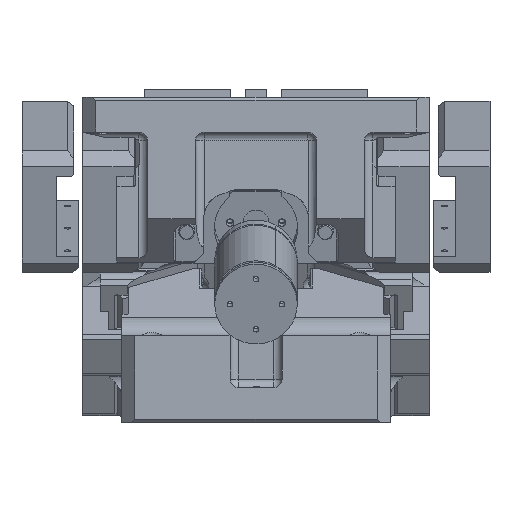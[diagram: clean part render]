
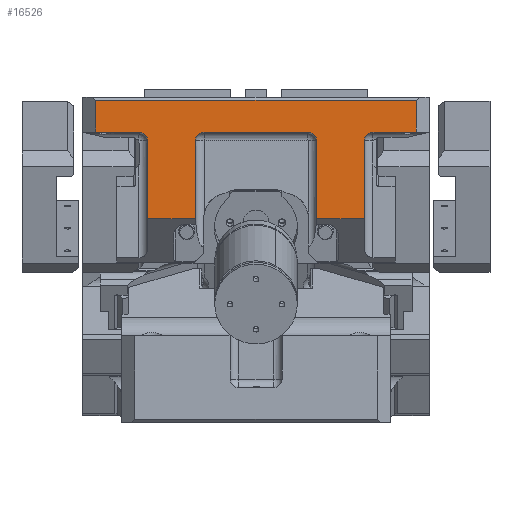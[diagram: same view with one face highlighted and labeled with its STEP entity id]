
A CAD part, left-side view. The second image highlights one B-rep face of the part: STEP entity #16526.
In plain terms, the highlighted planar face has unit normal (-1, 0, 0).
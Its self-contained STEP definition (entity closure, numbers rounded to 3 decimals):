
#16049=CARTESIAN_POINT('Vertex',(-340.,-70.,250.)) ;
#16056=CARTESIAN_POINT('Vertex',(-340.,-70.,160.)) ;
#16059=CARTESIAN_POINT('Line Origine',(-340.,-70.,205.)) ;
#16129=CARTESIAN_POINT('Vertex',(-340.,-125.,160.)) ;
#16132=CARTESIAN_POINT('Line Origine',(-340.,-97.5,160.)) ;
#16407=CARTESIAN_POINT('Axis2P3D Location',(-340.,0.,315.)) ;
#16412=CARTESIAN_POINT('Line Origine',(-340.,185.,278.25)) ;
#16416=CARTESIAN_POINT('Vertex',(-340.,185.,296.5)) ;
#16418=CARTESIAN_POINT('Vertex',(-340.,185.,260.)) ;
#16421=CARTESIAN_POINT('Line Origine',(-340.,160.,260.)) ;
#16425=CARTESIAN_POINT('Vertex',(-340.,135.,260.)) ;
#16428=CARTESIAN_POINT('Axis2P3D Location',(-340.,135.,250.)) ;
#16432=CARTESIAN_POINT('Vertex',(-340.,125.,250.)) ;
#16435=CARTESIAN_POINT('Line Origine',(-340.,125.,205.)) ;
#16439=CARTESIAN_POINT('Vertex',(-340.,125.,160.)) ;
#16442=CARTESIAN_POINT('Line Origine',(-340.,97.5,160.)) ;
#16446=CARTESIAN_POINT('Vertex',(-340.,70.,160.)) ;
#16449=CARTESIAN_POINT('Line Origine',(-340.,70.,205.)) ;
#16453=CARTESIAN_POINT('Vertex',(-340.,70.,250.)) ;
#16456=CARTESIAN_POINT('Axis2P3D Location',(-340.,60.,250.)) ;
#16460=CARTESIAN_POINT('Vertex',(-340.,60.,260.)) ;
#16463=CARTESIAN_POINT('Line Origine',(-340.,0.,260.)) ;
#16467=CARTESIAN_POINT('Vertex',(-340.,-60.,260.)) ;
#16470=CARTESIAN_POINT('Axis2P3D Location',(-340.,-60.,250.)) ;
#16475=CARTESIAN_POINT('Line Origine',(-340.,-125.,205.)) ;
#16479=CARTESIAN_POINT('Vertex',(-340.,-125.,250.)) ;
#16482=CARTESIAN_POINT('Axis2P3D Location',(-340.,-135.,250.)) ;
#16486=CARTESIAN_POINT('Vertex',(-340.,-135.,260.)) ;
#16489=CARTESIAN_POINT('Line Origine',(-340.,-160.,260.)) ;
#16493=CARTESIAN_POINT('Vertex',(-340.,-185.,260.)) ;
#16496=CARTESIAN_POINT('Line Origine',(-340.,-185.,278.25)) ;
#16500=CARTESIAN_POINT('Vertex',(-340.,-185.,296.5)) ;
#16503=CARTESIAN_POINT('Line Origine',(-340.,0.,296.5)) ;
#16060=DIRECTION('Vector Direction',(0.,0.,1.)) ;
#16133=DIRECTION('Vector Direction',(0.,1.,0.)) ;
#16408=DIRECTION('Axis2P3D Direction',(1.,0.,0.)) ;
#16409=DIRECTION('Axis2P3D XDirection',(0.,0.,-1.)) ;
#16413=DIRECTION('Vector Direction',(0.,0.,-1.)) ;
#16422=DIRECTION('Vector Direction',(0.,1.,0.)) ;
#16429=DIRECTION('Axis2P3D Direction',(1.,0.,0.)) ;
#16436=DIRECTION('Vector Direction',(0.,0.,1.)) ;
#16443=DIRECTION('Vector Direction',(0.,1.,0.)) ;
#16450=DIRECTION('Vector Direction',(0.,0.,1.)) ;
#16457=DIRECTION('Axis2P3D Direction',(1.,0.,0.)) ;
#16464=DIRECTION('Vector Direction',(0.,1.,0.)) ;
#16471=DIRECTION('Axis2P3D Direction',(1.,0.,0.)) ;
#16476=DIRECTION('Vector Direction',(0.,0.,1.)) ;
#16483=DIRECTION('Axis2P3D Direction',(1.,0.,0.)) ;
#16490=DIRECTION('Vector Direction',(0.,-1.,0.)) ;
#16497=DIRECTION('Vector Direction',(0.,0.,-1.)) ;
#16504=DIRECTION('Vector Direction',(0.,1.,0.)) ;
#16410=AXIS2_PLACEMENT_3D('Plane Axis2P3D',#16407,#16408,#16409) ;
#16430=AXIS2_PLACEMENT_3D('Circle Axis2P3D',#16428,#16429,$) ;
#16458=AXIS2_PLACEMENT_3D('Circle Axis2P3D',#16456,#16457,$) ;
#16472=AXIS2_PLACEMENT_3D('Circle Axis2P3D',#16470,#16471,$) ;
#16484=AXIS2_PLACEMENT_3D('Circle Axis2P3D',#16482,#16483,$) ;
#16509=ORIENTED_EDGE('',*,*,#16420,.T.) ;
#16510=ORIENTED_EDGE('',*,*,#16427,.F.) ;
#16511=ORIENTED_EDGE('',*,*,#16434,.T.) ;
#16512=ORIENTED_EDGE('',*,*,#16441,.F.) ;
#16513=ORIENTED_EDGE('',*,*,#16448,.F.) ;
#16514=ORIENTED_EDGE('',*,*,#16455,.T.) ;
#16515=ORIENTED_EDGE('',*,*,#16462,.T.) ;
#16516=ORIENTED_EDGE('',*,*,#16469,.F.) ;
#16517=ORIENTED_EDGE('',*,*,#16474,.T.) ;
#16518=ORIENTED_EDGE('',*,*,#16063,.F.) ;
#16519=ORIENTED_EDGE('',*,*,#16136,.F.) ;
#16520=ORIENTED_EDGE('',*,*,#16481,.T.) ;
#16521=ORIENTED_EDGE('',*,*,#16488,.T.) ;
#16522=ORIENTED_EDGE('',*,*,#16495,.T.) ;
#16523=ORIENTED_EDGE('',*,*,#16502,.F.) ;
#16524=ORIENTED_EDGE('',*,*,#16507,.F.) ;
#16061=VECTOR('Line Direction',#16060,1.) ;
#16134=VECTOR('Line Direction',#16133,1.) ;
#16414=VECTOR('Line Direction',#16413,1.) ;
#16423=VECTOR('Line Direction',#16422,1.) ;
#16437=VECTOR('Line Direction',#16436,1.) ;
#16444=VECTOR('Line Direction',#16443,1.) ;
#16451=VECTOR('Line Direction',#16450,1.) ;
#16465=VECTOR('Line Direction',#16464,1.) ;
#16477=VECTOR('Line Direction',#16476,1.) ;
#16491=VECTOR('Line Direction',#16490,1.) ;
#16498=VECTOR('Line Direction',#16497,1.) ;
#16505=VECTOR('Line Direction',#16504,1.) ;
#16526=ADVANCED_FACE('SCHIEBERBETT',(#16525),#16411,.F.) ;
#16431=CIRCLE('generated circle',#16430,10.) ;
#16459=CIRCLE('generated circle',#16458,10.) ;
#16473=CIRCLE('generated circle',#16472,10.) ;
#16485=CIRCLE('generated circle',#16484,10.) ;
#16063=EDGE_CURVE('',#16057,#16050,#16062,.T.) ;
#16136=EDGE_CURVE('',#16130,#16057,#16135,.T.) ;
#16420=EDGE_CURVE('',#16417,#16419,#16415,.T.) ;
#16427=EDGE_CURVE('',#16426,#16419,#16424,.T.) ;
#16434=EDGE_CURVE('',#16426,#16433,#16431,.T.) ;
#16441=EDGE_CURVE('',#16440,#16433,#16438,.T.) ;
#16448=EDGE_CURVE('',#16447,#16440,#16445,.T.) ;
#16455=EDGE_CURVE('',#16447,#16454,#16452,.T.) ;
#16462=EDGE_CURVE('',#16454,#16461,#16459,.T.) ;
#16469=EDGE_CURVE('',#16468,#16461,#16466,.T.) ;
#16474=EDGE_CURVE('',#16468,#16050,#16473,.T.) ;
#16481=EDGE_CURVE('',#16130,#16480,#16478,.T.) ;
#16488=EDGE_CURVE('',#16480,#16487,#16485,.T.) ;
#16495=EDGE_CURVE('',#16487,#16494,#16492,.T.) ;
#16502=EDGE_CURVE('',#16501,#16494,#16499,.T.) ;
#16507=EDGE_CURVE('',#16417,#16501,#16506,.F.) ;
#16508=EDGE_LOOP('',(#16509,#16510,#16511,#16512,#16513,#16514,#16515,#16516,#16517,#16518,#16519,#16520,#16521,#16522,#16523,#16524)) ;
#16525=FACE_OUTER_BOUND('',#16508,.T.) ;
#16062=LINE('Line',#16059,#16061) ;
#16135=LINE('Line',#16132,#16134) ;
#16415=LINE('Line',#16412,#16414) ;
#16424=LINE('Line',#16421,#16423) ;
#16438=LINE('Line',#16435,#16437) ;
#16445=LINE('Line',#16442,#16444) ;
#16452=LINE('Line',#16449,#16451) ;
#16466=LINE('Line',#16463,#16465) ;
#16478=LINE('Line',#16475,#16477) ;
#16492=LINE('Line',#16489,#16491) ;
#16499=LINE('Line',#16496,#16498) ;
#16506=LINE('Line',#16503,#16505) ;
#16411=PLANE('',#16410) ;
#16050=VERTEX_POINT('',#16049) ;
#16057=VERTEX_POINT('',#16056) ;
#16130=VERTEX_POINT('',#16129) ;
#16417=VERTEX_POINT('',#16416) ;
#16419=VERTEX_POINT('',#16418) ;
#16426=VERTEX_POINT('',#16425) ;
#16433=VERTEX_POINT('',#16432) ;
#16440=VERTEX_POINT('',#16439) ;
#16447=VERTEX_POINT('',#16446) ;
#16454=VERTEX_POINT('',#16453) ;
#16461=VERTEX_POINT('',#16460) ;
#16468=VERTEX_POINT('',#16467) ;
#16480=VERTEX_POINT('',#16479) ;
#16487=VERTEX_POINT('',#16486) ;
#16494=VERTEX_POINT('',#16493) ;
#16501=VERTEX_POINT('',#16500) ;
